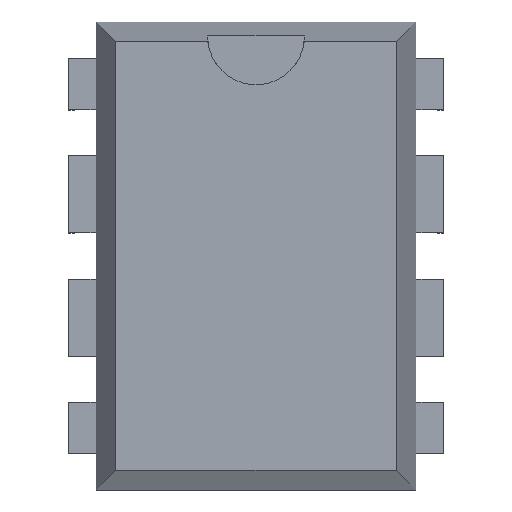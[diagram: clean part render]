
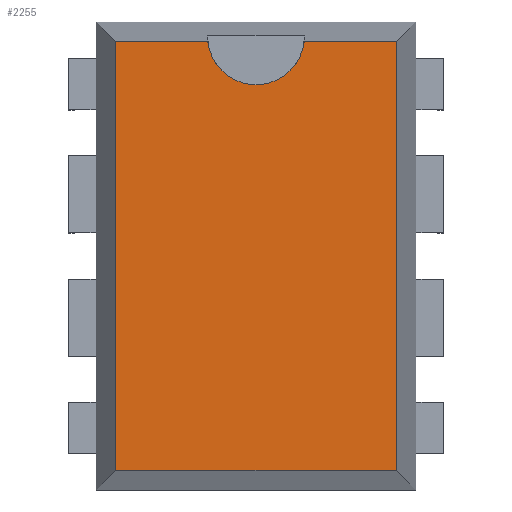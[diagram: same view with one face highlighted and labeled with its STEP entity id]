
A CAD part, top view. The second image highlights one B-rep face of the part: STEP entity #2255.
In plain terms, the highlighted planar face has unit normal (0, 0, 1).
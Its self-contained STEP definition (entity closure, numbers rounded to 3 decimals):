
#26=CIRCLE('',#2359,1.);
#137=FACE_OUTER_BOUND('',#257,.T.);
#257=EDGE_LOOP('',(#1927,#1928,#1929,#1930,#1931,#1932));
#524=LINE('',#3453,#818);
#528=LINE('',#3460,#822);
#545=LINE('',#3495,#839);
#549=LINE('',#3502,#843);
#551=LINE('',#3505,#845);
#818=VECTOR('',#2848,1.);
#822=VECTOR('',#2852,1.);
#839=VECTOR('',#2885,1.);
#843=VECTOR('',#2891,1.);
#845=VECTOR('',#2895,1.);
#1025=VERTEX_POINT('',#3446);
#1026=VERTEX_POINT('',#3448);
#1027=VERTEX_POINT('',#3452);
#1030=VERTEX_POINT('',#3458);
#1040=VERTEX_POINT('',#3494);
#1042=VERTEX_POINT('',#3501);
#1310=EDGE_CURVE('',#1026,#1025,#26,.T.);
#1312=EDGE_CURVE('',#1026,#1027,#524,.T.);
#1316=EDGE_CURVE('',#1030,#1025,#528,.T.);
#1333=EDGE_CURVE('',#1027,#1040,#545,.T.);
#1337=EDGE_CURVE('',#1040,#1042,#549,.T.);
#1339=EDGE_CURVE('',#1042,#1030,#551,.T.);
#1927=ORIENTED_EDGE('',*,*,#1310,.T.);
#1928=ORIENTED_EDGE('',*,*,#1316,.F.);
#1929=ORIENTED_EDGE('',*,*,#1339,.F.);
#1930=ORIENTED_EDGE('',*,*,#1337,.F.);
#1931=ORIENTED_EDGE('',*,*,#1333,.F.);
#1932=ORIENTED_EDGE('',*,*,#1312,.F.);
#2046=PLANE('',#2373);
#2255=ADVANCED_FACE('',(#137),#2046,.T.);
#2359=AXIS2_PLACEMENT_3D('',#3449,#2842,#2843);
#2373=AXIS2_PLACEMENT_3D('',#3508,#2899,#2900);
#2842=DIRECTION('center_axis',(0.,0.,-1.));
#2843=DIRECTION('ref_axis',(1.,0.,0.));
#2848=DIRECTION('',(1.,0.,0.));
#2852=DIRECTION('',(1.,0.,0.));
#2885=DIRECTION('',(0.,-1.,0.));
#2891=DIRECTION('',(-1.,0.,0.));
#2895=DIRECTION('',(0.,1.,0.));
#2899=DIRECTION('center_axis',(0.,0.,1.));
#2900=DIRECTION('ref_axis',(1.,0.,0.));
#3446=CARTESIAN_POINT('',(-0.995,4.43,5.08));
#3448=CARTESIAN_POINT('',(0.995,4.43,5.08));
#3449=CARTESIAN_POINT('Origin',(0.,4.53,5.08));
#3452=CARTESIAN_POINT('',(2.9,4.43,5.08));
#3453=CARTESIAN_POINT('',(0.,4.43,5.08));
#3458=CARTESIAN_POINT('',(-2.9,4.43,5.08));
#3460=CARTESIAN_POINT('',(0.,4.43,5.08));
#3494=CARTESIAN_POINT('',(2.9,-4.43,5.08));
#3495=CARTESIAN_POINT('',(2.9,0.,5.08));
#3501=CARTESIAN_POINT('',(-2.9,-4.43,5.08));
#3502=CARTESIAN_POINT('',(0.,-4.43,5.08));
#3505=CARTESIAN_POINT('',(-2.9,0.,5.08));
#3508=CARTESIAN_POINT('Origin',(0.,0.,5.08));
